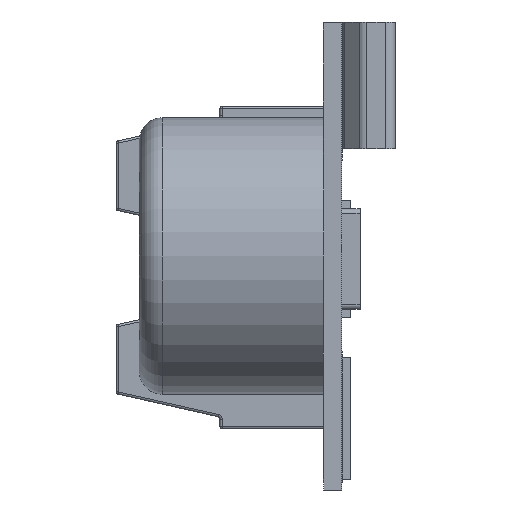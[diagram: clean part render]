
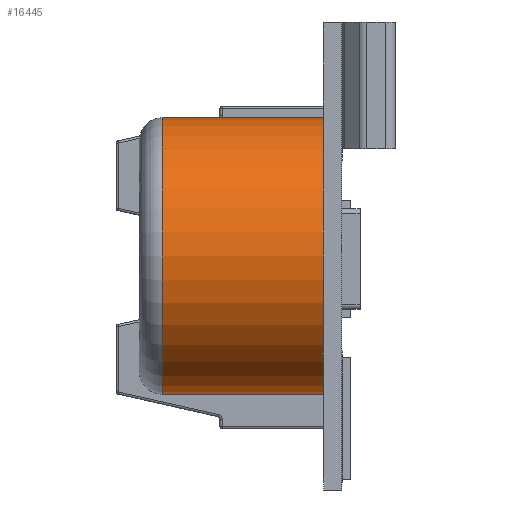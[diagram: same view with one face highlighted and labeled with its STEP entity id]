
A CAD part, left-side view. The second image highlights one B-rep face of the part: STEP entity #16445.
In plain terms, the highlighted cylindrical face has radius 6 mm (diameter 12 mm), a partial arc.
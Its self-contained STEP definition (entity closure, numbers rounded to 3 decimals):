
#260 = ORIENTED_EDGE ( 'NONE', *, *, #1196, .T. ) ;
#619 = CARTESIAN_POINT ( 'NONE',  ( -10., 0.787, 0. ) ) ;
#1196 = EDGE_CURVE ( 'NONE', #16512, #8177, #21983, .T. ) ;
#1557 = CARTESIAN_POINT ( 'NONE',  ( -10., 8.787, 6. ) ) ;
#1571 = DIRECTION ( 'NONE',  ( 0., 0., 1. ) ) ;
#2243 = DIRECTION ( 'NONE',  ( 0., 1., 0. ) ) ;
#2629 = CARTESIAN_POINT ( 'NONE',  ( -10., 0.787, 6. ) ) ;
#5440 = FACE_OUTER_BOUND ( 'NONE', #13773, .T. ) ;
#6165 = CARTESIAN_POINT ( 'NONE',  ( -10., 8.787, 0. ) ) ;
#6592 = ORIENTED_EDGE ( 'NONE', *, *, #14212, .T. ) ;
#7622 = EDGE_CURVE ( 'NONE', #15929, #8177, #10609, .T. ) ;
#7873 = DIRECTION ( 'NONE',  ( 0., 0., 1. ) ) ;
#8177 = VERTEX_POINT ( 'NONE', #2629 ) ;
#8828 = DIRECTION ( 'NONE',  ( 0., -1., 0. ) ) ;
#10609 = LINE ( 'NONE', #1557, #14316 ) ;
#11023 = AXIS2_PLACEMENT_3D ( 'NONE', #6165, #22061, #16719 ) ;
#11492 = CARTESIAN_POINT ( 'NONE',  ( -10., 0.787, -6. ) ) ;
#11582 = ORIENTED_EDGE ( 'NONE', *, *, #18120, .T. ) ;
#12810 = LINE ( 'NONE', #20405, #13891 ) ;
#13325 = CARTESIAN_POINT ( 'NONE',  ( -10., 7.787, 6. ) ) ;
#13773 = EDGE_LOOP ( 'NONE', ( #22413, #11582, #6592, #260 ) ) ;
#13801 = AXIS2_PLACEMENT_3D ( 'NONE', #20956, #19624, #1571 ) ;
#13891 = VECTOR ( 'NONE', #14937, 1000. ) ;
#14212 = EDGE_CURVE ( 'NONE', #20418, #16512, #12810, .T. ) ;
#14316 = VECTOR ( 'NONE', #8828, 1000. ) ;
#14937 = DIRECTION ( 'NONE',  ( 0., -1., 0. ) ) ;
#15929 = VERTEX_POINT ( 'NONE', #13325 ) ;
#16445 = ADVANCED_FACE ( 'NONE', ( #5440 ), #21710, .T. ) ;
#16448 = CIRCLE ( 'NONE', #13801, 6. ) ;
#16512 = VERTEX_POINT ( 'NONE', #11492 ) ;
#16719 = DIRECTION ( 'NONE',  ( 0., 0., -1. ) ) ;
#17054 = AXIS2_PLACEMENT_3D ( 'NONE', #619, #2243, #7873 ) ;
#18120 = EDGE_CURVE ( 'NONE', #15929, #20418, #16448, .T. ) ;
#19624 = DIRECTION ( 'NONE',  ( 0., -1., 0. ) ) ;
#20405 = CARTESIAN_POINT ( 'NONE',  ( -10., 8.787, -6. ) ) ;
#20418 = VERTEX_POINT ( 'NONE', #20866 ) ;
#20866 = CARTESIAN_POINT ( 'NONE',  ( -10., 7.787, -6. ) ) ;
#20956 = CARTESIAN_POINT ( 'NONE',  ( -10., 7.787, 0. ) ) ;
#21710 = CYLINDRICAL_SURFACE ( 'NONE', #11023, 6. ) ;
#21983 = CIRCLE ( 'NONE', #17054, 6. ) ;
#22061 = DIRECTION ( 'NONE',  ( 0., -1., 0. ) ) ;
#22413 = ORIENTED_EDGE ( 'NONE', *, *, #7622, .F. ) ;
